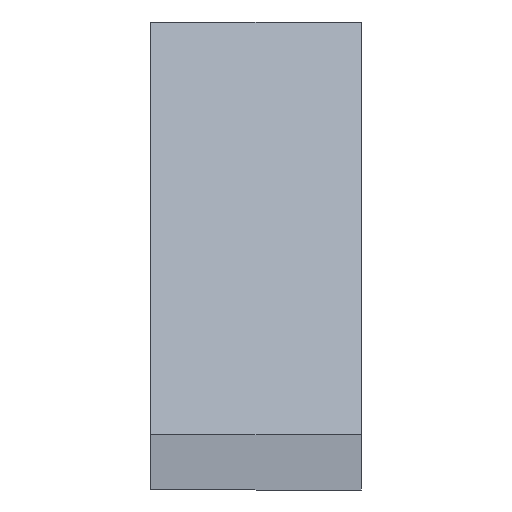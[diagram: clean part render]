
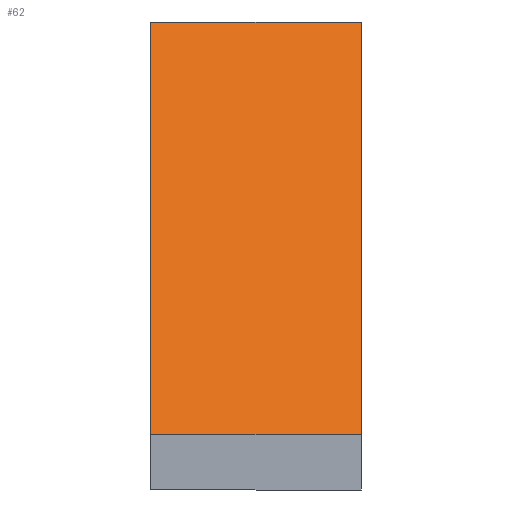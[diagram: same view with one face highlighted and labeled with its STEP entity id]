
A CAD part, front view. The second image highlights one B-rep face of the part: STEP entity #62.
In plain terms, the highlighted planar face has unit normal (0, -0.707, 0.707).
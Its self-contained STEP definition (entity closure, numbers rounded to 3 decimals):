
#62=ADVANCED_FACE('',(#121),#122,.F.);
#121=FACE_OUTER_BOUND('',#174,.T.);
#122=PLANE('',#175);
#174=EDGE_LOOP('',(#288,#289,#290,#291));
#175=AXIS2_PLACEMENT_3D('',#292,#293,#294);
#288=ORIENTED_EDGE('',*,*,#327,.F.);
#289=ORIENTED_EDGE('',*,*,#366,.T.);
#290=ORIENTED_EDGE('',*,*,#360,.T.);
#291=ORIENTED_EDGE('',*,*,#368,.F.);
#292=CARTESIAN_POINT('',(-10.8,-40.0,4.743));
#293=DIRECTION('',(0.,0.707,-0.707));
#294=DIRECTION('',(-1.0,0.0,0.));
#327=EDGE_CURVE('',#383,#385,#386,.T.);
#360=EDGE_CURVE('',#435,#433,#436,.T.);
#366=EDGE_CURVE('',#383,#435,#443,.T.);
#368=EDGE_CURVE('',#385,#433,#445,.T.);
#383=VERTEX_POINT('',#463);
#385=VERTEX_POINT('',#466);
#386=LINE('',#467,#468);
#433=VERTEX_POINT('',#538);
#435=VERTEX_POINT('',#541);
#436=LINE('',#542,#543);
#443=LINE('',#553,#554);
#445=LINE('',#556,#557);
#463=CARTESIAN_POINT('',(-9.,-40.0,4.743));
#466=CARTESIAN_POINT('',(-9.,-4.743,40.0));
#467=CARTESIAN_POINT('',(-9.,-40.0,4.743));
#468=VECTOR('',#570,49.861);
#538=CARTESIAN_POINT('',(9.,-4.743,40.0));
#541=CARTESIAN_POINT('',(9.,-40.0,4.743));
#542=CARTESIAN_POINT('',(9.,-40.0,4.743));
#543=VECTOR('',#595,49.861);
#553=CARTESIAN_POINT('',(-9.,-40.0,4.743));
#554=VECTOR('',#599,18.0);
#556=CARTESIAN_POINT('',(-9.,-4.743,40.0));
#557=VECTOR('',#600,18.0);
#570=DIRECTION('',(0.,0.707,0.707));
#595=DIRECTION('',(0.,0.707,0.707));
#599=DIRECTION('',(1.0,0.,0.));
#600=DIRECTION('',(1.0,0.,0.));
